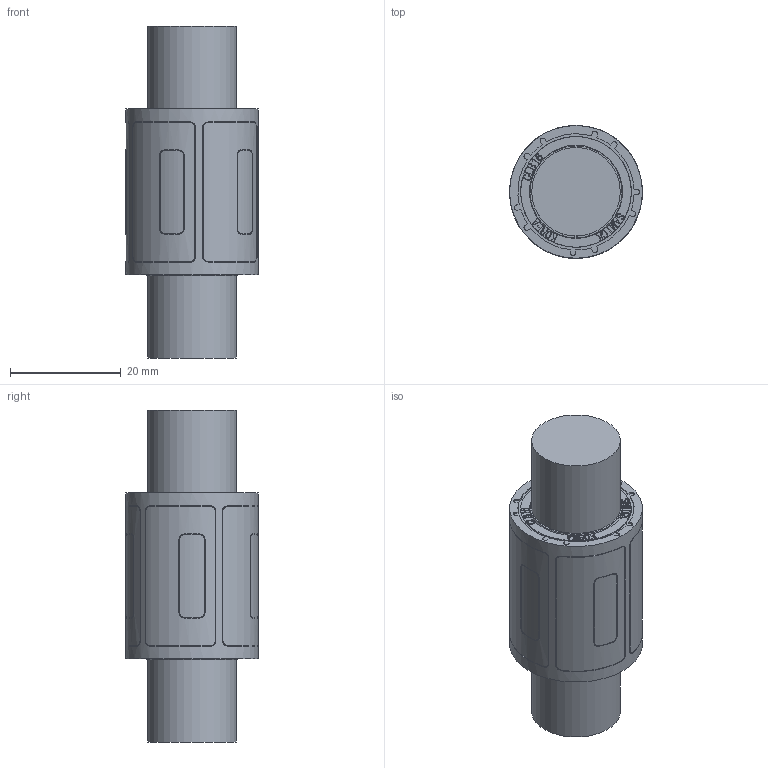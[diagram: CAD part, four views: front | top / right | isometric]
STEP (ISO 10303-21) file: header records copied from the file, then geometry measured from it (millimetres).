
FILE_DESCRIPTION((''),'2;1');
FILE_NAME('CLB 16 UU.stp','2013-02-18T09:27:47',('user2'),(''),'Autodesk Inventor 2012','Autodesk Inventor 2012','');
FILE_SCHEMA(('AUTOMOTIVE_DESIGN { 1 0 10303 214 1 1 1 1 }'));
Length unit declared in the file: millimetre
Products named in the file (1): CLB 16 UU
Bounding box: 24 x 24 x 60 mm (x, y, z)
Volume: 19402.4 mm3; surface area: 7924.7 mm2
Topology: 1 solids, 1 shells, 1057 faces, 2948 edges, 1966 vertices
Faces by surface type: bspline 580, plane 340, cylinder 135, cone 2
Full cylindrical faces by diameter (mm): 16 x2, 20 x2, 24 x1
Entity records: 35652 total; most frequent: CARTESIAN_POINT 12476, ORIENTED_EDGE 5872, EDGE_CURVE 2936, DIRECTION 2866, VERTEX_POINT 1962, VECTOR 1482, LINE 1482, EDGE_LOOP 1138
